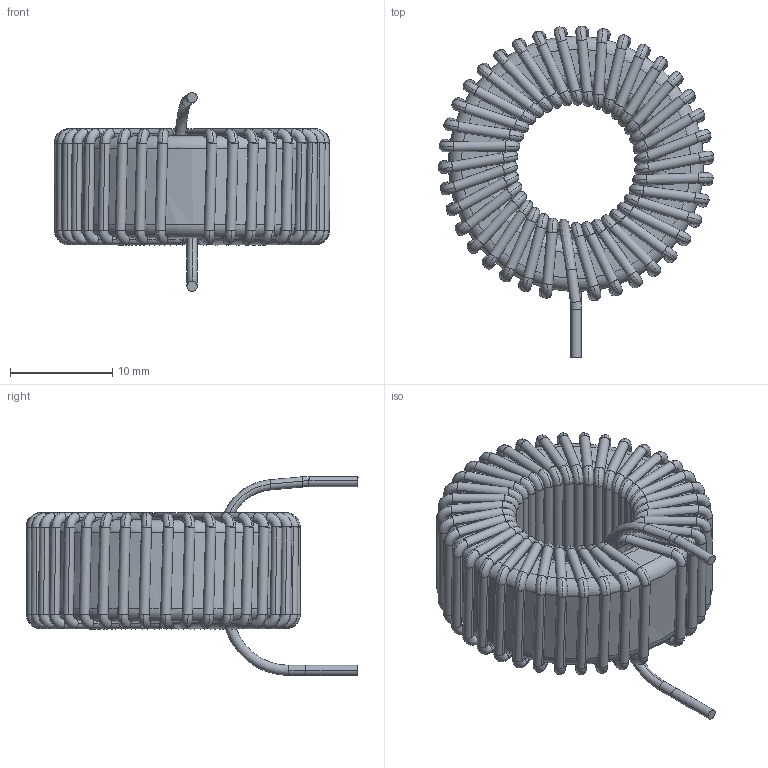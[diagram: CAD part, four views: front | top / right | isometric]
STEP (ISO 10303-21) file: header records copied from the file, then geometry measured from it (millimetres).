
FILE_DESCRIPTION (( 'STEP AP214' ), '1' );
FILE_NAME ('04D0B796-4E74-4CA8-A062-26F52865E689.STEP', '2022-09-01T19:14:33', ( '' ), ( '' ), 'SwSTEP 2.0', 'SolidWorks 2022', '' );
FILE_SCHEMA (( 'AUTOMOTIVE_DESIGN' ));
Length unit declared in the file: millimetre
Products named in the file (1): 04D0B796-4E74-4CA8-A062-26F52865E689
Bounding box: 26.99 x 32.53 x 19.5 mm (x, y, z)
Volume: 3983.7 mm3; surface area: 5049.2 mm2
Topology: 1 solids, 1 shells, 772 faces, 2550 edges, 1668 vertices
Faces by surface type: torus 380, cylinder 306, plane 76, bspline 10
Entity records: 42081 total; most frequent: CARTESIAN_POINT 9973, DIRECTION 5553, ORIENTED_EDGE 5100, AXIS2_PLACEMENT_3D 2620, EDGE_CURVE 2550, CIRCLE 1857, VERTEX_POINT 1668, EDGE_LOOP 882
